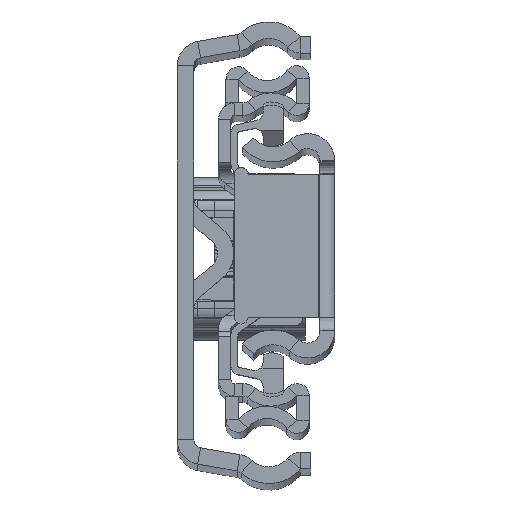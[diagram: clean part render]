
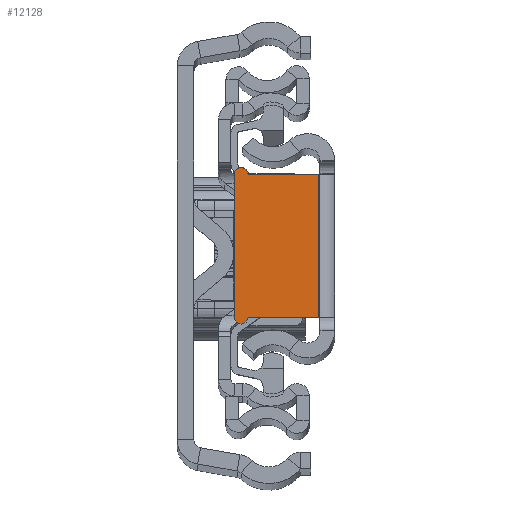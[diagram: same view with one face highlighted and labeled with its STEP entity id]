
A CAD part, top view. The second image highlights one B-rep face of the part: STEP entity #12128.
In plain terms, the highlighted planar face has unit normal (0, 0, 1).
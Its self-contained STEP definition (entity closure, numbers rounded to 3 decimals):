
#424 = CARTESIAN_POINT ( 'NONE',  ( -12.2, 8.65, 0. ) ) ;
#1128 = CIRCLE ( 'NONE', #25475, 0.85 ) ;
#2066 = ORIENTED_EDGE ( 'NONE', *, *, #29528, .F. ) ;
#3296 = DIRECTION ( 'NONE',  ( 1., 0., 0. ) ) ;
#3334 = EDGE_CURVE ( 'NONE', #5294, #37918, #28409, .T. ) ;
#3980 = LINE ( 'NONE', #17950, #40024 ) ;
#5087 = VERTEX_POINT ( 'NONE', #40996 ) ;
#5294 = VERTEX_POINT ( 'NONE', #13788 ) ;
#9236 = ORIENTED_EDGE ( 'NONE', *, *, #40705, .T. ) ;
#10141 = CARTESIAN_POINT ( 'NONE',  ( -10.5, -8.65, 0. ) ) ;
#10300 = DIRECTION ( 'NONE',  ( 1., 0., 0. ) ) ;
#10600 = ORIENTED_EDGE ( 'NONE', *, *, #3334, .F. ) ;
#11068 = CARTESIAN_POINT ( 'NONE',  ( -12.2, -8.65, 0. ) ) ;
#12048 = DIRECTION ( 'NONE',  ( -1., 0., 0. ) ) ;
#12099 = CARTESIAN_POINT ( 'NONE',  ( -11.35, 8.65, 0. ) ) ;
#12128 = ADVANCED_FACE ( 'NONE', ( #39707 ), #35711, .T. ) ;
#13189 = VERTEX_POINT ( 'NONE', #38266 ) ;
#13788 = CARTESIAN_POINT ( 'NONE',  ( -2., -8.65, 0. ) ) ;
#14408 = DIRECTION ( 'NONE',  ( 1., 0., 0. ) ) ;
#16013 = EDGE_CURVE ( 'NONE', #21234, #37918, #30573, .T. ) ;
#16657 = DIRECTION ( 'NONE',  ( 0., 0., 1. ) ) ;
#16709 = LINE ( 'NONE', #424, #27132 ) ;
#16759 = EDGE_CURVE ( 'NONE', #5294, #13189, #3980, .T. ) ;
#17372 = AXIS2_PLACEMENT_3D ( 'NONE', #20038, #16657, #10300 ) ;
#17423 = CARTESIAN_POINT ( 'NONE',  ( -12.2, 8.65, 0. ) ) ;
#17950 = CARTESIAN_POINT ( 'NONE',  ( -2., 0., 0. ) ) ;
#18484 = CARTESIAN_POINT ( 'NONE',  ( -11.35, -8.65, 0. ) ) ;
#18875 = CARTESIAN_POINT ( 'NONE',  ( -12.2, -8.65, 0. ) ) ;
#20038 = CARTESIAN_POINT ( 'NONE',  ( 0., 0., 0. ) ) ;
#21234 = VERTEX_POINT ( 'NONE', #11068 ) ;
#21254 = VERTEX_POINT ( 'NONE', #17423 ) ;
#21612 = DIRECTION ( 'NONE',  ( 0., 0., 1. ) ) ;
#25475 = AXIS2_PLACEMENT_3D ( 'NONE', #12099, #21612, #14408 ) ;
#26160 = CARTESIAN_POINT ( 'NONE',  ( -1.8, 8.65, 0. ) ) ;
#27132 = VECTOR ( 'NONE', #39353, 1000. ) ;
#27797 = DIRECTION ( 'NONE',  ( 0., 0., 1. ) ) ;
#28020 = DIRECTION ( 'NONE',  ( -1., 0., 0. ) ) ;
#28108 = VECTOR ( 'NONE', #3296, 1000. ) ;
#28409 = LINE ( 'NONE', #18875, #34747 ) ;
#29528 = EDGE_CURVE ( 'NONE', #21234, #21254, #16709, .T. ) ;
#29870 = ORIENTED_EDGE ( 'NONE', *, *, #38179, .F. ) ;
#30573 = CIRCLE ( 'NONE', #37316, 0.85 ) ;
#30849 = ORIENTED_EDGE ( 'NONE', *, *, #16013, .T. ) ;
#31502 = EDGE_LOOP ( 'NONE', ( #2066, #30849, #10600, #41224, #29870, #9236 ) ) ;
#34747 = VECTOR ( 'NONE', #12048, 1000. ) ;
#35263 = LINE ( 'NONE', #26160, #28108 ) ;
#35711 = PLANE ( 'NONE',  #17372 ) ;
#37316 = AXIS2_PLACEMENT_3D ( 'NONE', #18484, #27797, #28020 ) ;
#37918 = VERTEX_POINT ( 'NONE', #10141 ) ;
#38179 = EDGE_CURVE ( 'NONE', #5087, #13189, #35263, .T. ) ;
#38266 = CARTESIAN_POINT ( 'NONE',  ( -2., 8.65, 0. ) ) ;
#39353 = DIRECTION ( 'NONE',  ( 0., 1., 0. ) ) ;
#39707 = FACE_OUTER_BOUND ( 'NONE', #31502, .T. ) ;
#40024 = VECTOR ( 'NONE', #40573, 1000. ) ;
#40573 = DIRECTION ( 'NONE',  ( 0., 1., 0. ) ) ;
#40705 = EDGE_CURVE ( 'NONE', #5087, #21254, #1128, .T. ) ;
#40996 = CARTESIAN_POINT ( 'NONE',  ( -10.5, 8.65, 0. ) ) ;
#41224 = ORIENTED_EDGE ( 'NONE', *, *, #16759, .T. ) ;
